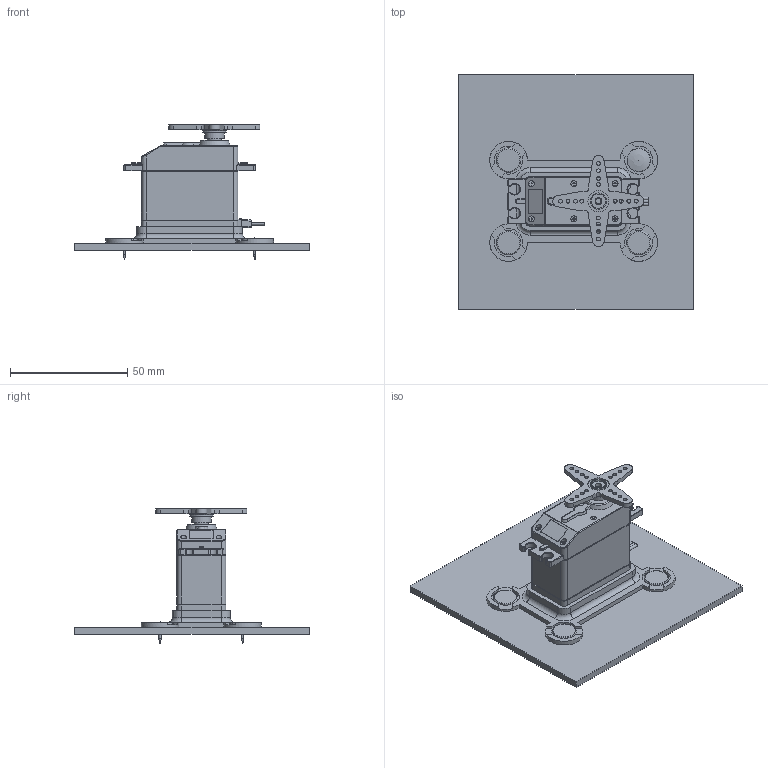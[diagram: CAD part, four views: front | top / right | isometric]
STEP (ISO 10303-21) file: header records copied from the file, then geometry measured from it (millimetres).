
FILE_DESCRIPTION(('FreeCAD Model'),'2;1');
FILE_NAME('Servo-SM-4303R-support-assembly.step','2018-03-26T15:25:01',(''),(''), 'Open CASCADE STEP processor 7.1','FreeCAD','Unknown');
FILE_SCHEMA(('AUTOMOTIVE_DESIGN { 1 0 10303 214 1 1 1 1 }'));
Length unit declared in the file: millimetre
Products named in the file (18): Head; Pin; drawing-pin-body; Plastic-cover; servo-support-assembly; drawing-pin-body001; Plastic-cover001; drawing-pin-body002; Plastic-cover002; corch-base; Servo-SM-S4303R027; Servo-SM-S4303R026; Servo-SM-S4303R023; Servo-SM-S4303R024; Servo-SM-S4303R025; Servo-SM-S4303R022; Servo-SM-S430R-horn003; Servo-SM-S4303R021
Bounding box: 100 x 100 x 57.3 mm (x, y, z)
Volume: 69580 mm3; surface area: 39377.5 mm2
Topology: 18 solids, 22 shells, 737 faces, 1895 edges, 1237 vertices
Faces by surface type: plane 443, cylinder 201, torus 38, bspline 30, cone 17, sphere 8
Full cylindrical faces by diameter (mm): 1 x4, 1.04 x1, 1.6 x16, 1.8 x4, 2 x4, 2.1 x8, 2.2 x1, 2.5 x6, 2.9 x1, 3.75 x4, 3.8 x4, 3.85 x1, 5.9 x1, 6 x2, 6.1 x1, 7 x1, 8.4 x1, 8.9 x3, 9 x1, 9.5 x3, 9.55 x3, 10 x2
Entity records: 63535 total; most frequent: CARTESIAN_POINT 21893, DIRECTION 7037, LINE 3824, VECTOR 3824, ORIENTED_EDGE 3762, PCURVE 3762, DEFINITIONAL_REPRESENTATION 3762, EDGE_CURVE 1881
